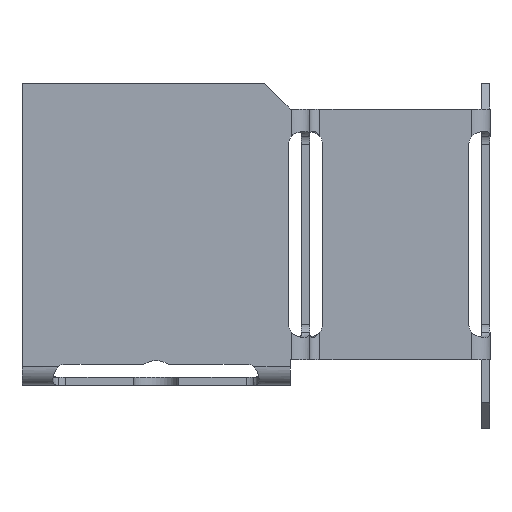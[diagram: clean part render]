
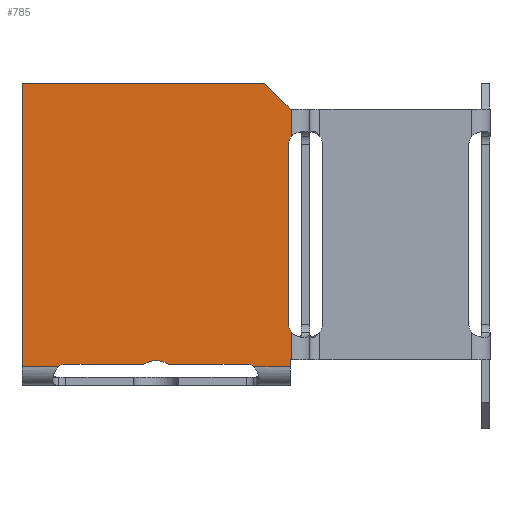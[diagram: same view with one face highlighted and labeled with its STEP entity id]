
A CAD part, left-side view. The second image highlights one B-rep face of the part: STEP entity #785.
In plain terms, the highlighted planar face has unit normal (-1, 0, 0).
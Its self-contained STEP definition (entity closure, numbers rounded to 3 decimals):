
#655=AXIS2_PLACEMENT_3D('Plane Axis2P3D',#652,#653,#654) ;
#680=AXIS2_PLACEMENT_3D('Circle Axis2P3D',#678,#679,$) ;
#694=AXIS2_PLACEMENT_3D('Circle Axis2P3D',#692,#693,$) ;
#734=AXIS2_PLACEMENT_3D('Circle Axis2P3D',#732,#733,$) ;
#748=AXIS2_PLACEMENT_3D('Circle Axis2P3D',#746,#747,$) ;
#762=AXIS2_PLACEMENT_3D('Circle Axis2P3D',#760,#761,$) ;
#349=CARTESIAN_POINT('Line Origine',(0.,45.385,6.005)) ;
#353=CARTESIAN_POINT('Vertex',(0.,41.878,6.005)) ;
#355=CARTESIAN_POINT('Vertex',(0.,45.385,6.005)) ;
#449=CARTESIAN_POINT('Line Origine',(0.,22.892,6.005)) ;
#453=CARTESIAN_POINT('Vertex',(0.,19.385,6.005)) ;
#455=CARTESIAN_POINT('Vertex',(0.,22.892,6.005)) ;
#652=CARTESIAN_POINT('Axis2P3D Location',(0.,45.385,-3.3)) ;
#657=CARTESIAN_POINT('Line Origine',(0.,19.385,6.352)) ;
#661=CARTESIAN_POINT('Vertex',(0.,19.385,6.7)) ;
#664=CARTESIAN_POINT('Line Origine',(0.,19.338,6.7)) ;
#668=CARTESIAN_POINT('Vertex',(0.,19.29,6.7)) ;
#671=CARTESIAN_POINT('Line Origine',(0.,19.29,8.028)) ;
#675=CARTESIAN_POINT('Vertex',(0.,19.29,9.357)) ;
#678=CARTESIAN_POINT('Axis2P3D Location',(0.,18.285,10.1)) ;
#682=CARTESIAN_POINT('Vertex',(0.,19.535,10.1)) ;
#685=CARTESIAN_POINT('Line Origine',(0.,19.535,18.85)) ;
#689=CARTESIAN_POINT('Vertex',(0.,19.535,27.6)) ;
#692=CARTESIAN_POINT('Axis2P3D Location',(0.,18.285,27.6)) ;
#696=CARTESIAN_POINT('Vertex',(0.,19.29,28.343)) ;
#699=CARTESIAN_POINT('Line Origine',(0.,19.29,29.672)) ;
#703=CARTESIAN_POINT('Vertex',(0.,19.29,31.)) ;
#706=CARTESIAN_POINT('Line Origine',(0.,19.338,31.)) ;
#710=CARTESIAN_POINT('Vertex',(0.,19.385,31.)) ;
#713=CARTESIAN_POINT('Line Origine',(0.,20.635,32.25)) ;
#717=CARTESIAN_POINT('Vertex',(0.,21.885,33.5)) ;
#720=CARTESIAN_POINT('Line Origine',(0.,33.635,33.5)) ;
#724=CARTESIAN_POINT('Vertex',(0.,45.385,33.5)) ;
#727=CARTESIAN_POINT('Line Origine',(0.,45.385,19.752)) ;
#732=CARTESIAN_POINT('Axis2P3D Location',(0.,41.135,5.)) ;
#736=CARTESIAN_POINT('Vertex',(0.,41.135,6.25)) ;
#739=CARTESIAN_POINT('Line Origine',(0.,37.355,6.25)) ;
#743=CARTESIAN_POINT('Vertex',(0.,33.576,6.25)) ;
#746=CARTESIAN_POINT('Axis2P3D Location',(0.,32.385,4.4)) ;
#750=CARTESIAN_POINT('Vertex',(0.,31.194,6.25)) ;
#753=CARTESIAN_POINT('Line Origine',(0.,27.415,6.25)) ;
#757=CARTESIAN_POINT('Vertex',(0.,23.635,6.25)) ;
#760=CARTESIAN_POINT('Axis2P3D Location',(0.,23.635,5.)) ;
#350=DIRECTION('Vector Direction',(0.,-1.,0.)) ;
#450=DIRECTION('Vector Direction',(0.,-1.,0.)) ;
#653=DIRECTION('Axis2P3D Direction',(1.,0.,0.)) ;
#654=DIRECTION('Axis2P3D XDirection',(0.,1.,0.)) ;
#658=DIRECTION('Vector Direction',(0.,0.,-1.)) ;
#665=DIRECTION('Vector Direction',(0.,1.,0.)) ;
#672=DIRECTION('Vector Direction',(0.,0.,-1.)) ;
#679=DIRECTION('Axis2P3D Direction',(1.,0.,0.)) ;
#686=DIRECTION('Vector Direction',(0.,0.,1.)) ;
#693=DIRECTION('Axis2P3D Direction',(1.,0.,0.)) ;
#700=DIRECTION('Vector Direction',(0.,0.,-1.)) ;
#707=DIRECTION('Vector Direction',(0.,1.,0.)) ;
#714=DIRECTION('Vector Direction',(0.,0.707,0.707)) ;
#721=DIRECTION('Vector Direction',(0.,-1.,0.)) ;
#728=DIRECTION('Vector Direction',(0.,0.,1.)) ;
#733=DIRECTION('Axis2P3D Direction',(1.,0.,0.)) ;
#740=DIRECTION('Vector Direction',(0.,1.,0.)) ;
#747=DIRECTION('Axis2P3D Direction',(1.,0.,0.)) ;
#754=DIRECTION('Vector Direction',(0.,1.,0.)) ;
#761=DIRECTION('Axis2P3D Direction',(1.,0.,0.)) ;
#351=VECTOR('Line Direction',#350,1.) ;
#451=VECTOR('Line Direction',#450,1.) ;
#659=VECTOR('Line Direction',#658,1.) ;
#666=VECTOR('Line Direction',#665,1.) ;
#673=VECTOR('Line Direction',#672,1.) ;
#687=VECTOR('Line Direction',#686,1.) ;
#701=VECTOR('Line Direction',#700,1.) ;
#708=VECTOR('Line Direction',#707,1.) ;
#715=VECTOR('Line Direction',#714,1.) ;
#722=VECTOR('Line Direction',#721,1.) ;
#729=VECTOR('Line Direction',#728,1.) ;
#741=VECTOR('Line Direction',#740,1.) ;
#755=VECTOR('Line Direction',#754,1.) ;
#766=ORIENTED_EDGE('',*,*,#457,.F.) ;
#767=ORIENTED_EDGE('',*,*,#663,.F.) ;
#768=ORIENTED_EDGE('',*,*,#670,.F.) ;
#769=ORIENTED_EDGE('',*,*,#677,.F.) ;
#770=ORIENTED_EDGE('',*,*,#684,.T.) ;
#771=ORIENTED_EDGE('',*,*,#691,.T.) ;
#772=ORIENTED_EDGE('',*,*,#698,.T.) ;
#773=ORIENTED_EDGE('',*,*,#705,.F.) ;
#774=ORIENTED_EDGE('',*,*,#712,.T.) ;
#775=ORIENTED_EDGE('',*,*,#719,.T.) ;
#776=ORIENTED_EDGE('',*,*,#726,.F.) ;
#777=ORIENTED_EDGE('',*,*,#731,.F.) ;
#778=ORIENTED_EDGE('',*,*,#357,.F.) ;
#779=ORIENTED_EDGE('',*,*,#738,.T.) ;
#780=ORIENTED_EDGE('',*,*,#745,.T.) ;
#781=ORIENTED_EDGE('',*,*,#752,.T.) ;
#782=ORIENTED_EDGE('',*,*,#759,.T.) ;
#783=ORIENTED_EDGE('',*,*,#764,.T.) ;
#785=ADVANCED_FACE('Koerper.2',(#784),#656,.F.) ;
#681=CIRCLE('generated circle',#680,1.25) ;
#695=CIRCLE('generated circle',#694,1.25) ;
#735=CIRCLE('generated circle',#734,1.25) ;
#749=CIRCLE('generated circle',#748,2.2) ;
#763=CIRCLE('generated circle',#762,1.25) ;
#357=EDGE_CURVE('',#354,#356,#352,.F.) ;
#457=EDGE_CURVE('',#454,#456,#452,.F.) ;
#663=EDGE_CURVE('',#662,#454,#660,.T.) ;
#670=EDGE_CURVE('',#669,#662,#667,.T.) ;
#677=EDGE_CURVE('',#676,#669,#674,.T.) ;
#684=EDGE_CURVE('',#676,#683,#681,.T.) ;
#691=EDGE_CURVE('',#683,#690,#688,.T.) ;
#698=EDGE_CURVE('',#690,#697,#695,.T.) ;
#705=EDGE_CURVE('',#704,#697,#702,.T.) ;
#712=EDGE_CURVE('',#704,#711,#709,.T.) ;
#719=EDGE_CURVE('',#711,#718,#716,.T.) ;
#726=EDGE_CURVE('',#725,#718,#723,.T.) ;
#731=EDGE_CURVE('',#356,#725,#730,.T.) ;
#738=EDGE_CURVE('',#354,#737,#735,.T.) ;
#745=EDGE_CURVE('',#737,#744,#742,.F.) ;
#752=EDGE_CURVE('',#744,#751,#749,.T.) ;
#759=EDGE_CURVE('',#751,#758,#756,.F.) ;
#764=EDGE_CURVE('',#758,#456,#763,.T.) ;
#765=EDGE_LOOP('',(#766,#767,#768,#769,#770,#771,#772,#773,#774,#775,#776,#777,#778,#779,#780,#781,#782,#783)) ;
#784=FACE_OUTER_BOUND('',#765,.T.) ;
#352=LINE('Line',#349,#351) ;
#452=LINE('Line',#449,#451) ;
#660=LINE('Line',#657,#659) ;
#667=LINE('Line',#664,#666) ;
#674=LINE('Line',#671,#673) ;
#688=LINE('Line',#685,#687) ;
#702=LINE('Line',#699,#701) ;
#709=LINE('Line',#706,#708) ;
#716=LINE('Line',#713,#715) ;
#723=LINE('Line',#720,#722) ;
#730=LINE('Line',#727,#729) ;
#742=LINE('Line',#739,#741) ;
#756=LINE('Line',#753,#755) ;
#656=PLANE('',#655) ;
#354=VERTEX_POINT('',#353) ;
#356=VERTEX_POINT('',#355) ;
#454=VERTEX_POINT('',#453) ;
#456=VERTEX_POINT('',#455) ;
#662=VERTEX_POINT('',#661) ;
#669=VERTEX_POINT('',#668) ;
#676=VERTEX_POINT('',#675) ;
#683=VERTEX_POINT('',#682) ;
#690=VERTEX_POINT('',#689) ;
#697=VERTEX_POINT('',#696) ;
#704=VERTEX_POINT('',#703) ;
#711=VERTEX_POINT('',#710) ;
#718=VERTEX_POINT('',#717) ;
#725=VERTEX_POINT('',#724) ;
#737=VERTEX_POINT('',#736) ;
#744=VERTEX_POINT('',#743) ;
#751=VERTEX_POINT('',#750) ;
#758=VERTEX_POINT('',#757) ;
